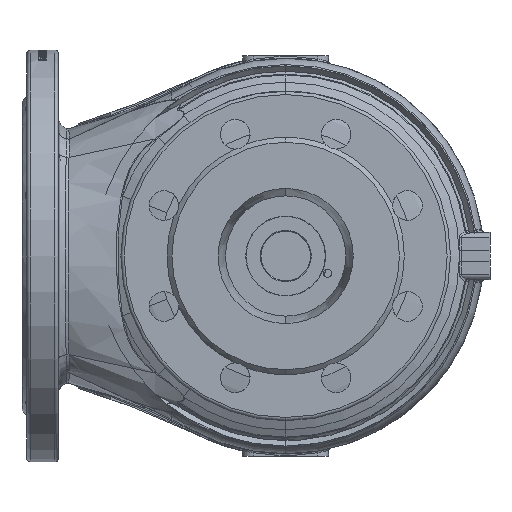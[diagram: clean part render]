
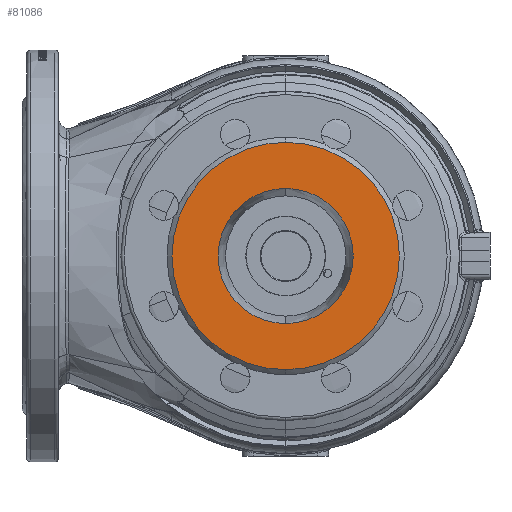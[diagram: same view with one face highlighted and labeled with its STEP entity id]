
A CAD part, front view. The second image highlights one B-rep face of the part: STEP entity #81086.
In plain terms, the highlighted planar face has unit normal (0, -1, 0).
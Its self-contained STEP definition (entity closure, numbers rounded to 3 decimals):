
#2014 = CIRCLE ( 'NONE', #48387, 69. ) ;
#3545 = CARTESIAN_POINT ( 'NONE',  ( 0., -195., 0. ) ) ;
#4091 = DIRECTION ( 'NONE',  ( 0., 0., 1. ) ) ;
#4505 = DIRECTION ( 'NONE',  ( 0., 0., 1. ) ) ;
#7649 = CARTESIAN_POINT ( 'NONE',  ( 0., -195., 0. ) ) ;
#12778 = EDGE_LOOP ( 'NONE', ( #113421, #152295 ) ) ;
#20298 = AXIS2_PLACEMENT_3D ( 'NONE', #79148, #41636, #4505 ) ;
#20707 = EDGE_CURVE ( 'NONE', #39943, #56643, #2014, .T. ) ;
#25322 = CIRCLE ( 'NONE', #156576, 41. ) ;
#37638 = CARTESIAN_POINT ( 'NONE',  ( 0., -195., 0. ) ) ;
#39943 = VERTEX_POINT ( 'NONE', #129187 ) ;
#41360 = FACE_OUTER_BOUND ( 'NONE', #12778, .T. ) ;
#41636 = DIRECTION ( 'NONE',  ( 0., 1., 0. ) ) ;
#44794 = VERTEX_POINT ( 'NONE', #78447 ) ;
#46329 = DIRECTION ( 'NONE',  ( 0., 1., 0. ) ) ;
#48387 = AXIS2_PLACEMENT_3D ( 'NONE', #7649, #46329, #94826 ) ;
#48415 = EDGE_CURVE ( 'NONE', #56643, #39943, #60976, .T. ) ;
#50150 = DIRECTION ( 'NONE',  ( 0., 1., 0. ) ) ;
#56643 = VERTEX_POINT ( 'NONE', #144522 ) ;
#60976 = CIRCLE ( 'NONE', #107223, 69. ) ;
#61542 = DIRECTION ( 'NONE',  ( 0., 0., 1. ) ) ;
#69806 = CARTESIAN_POINT ( 'NONE',  ( 0., -195., 0. ) ) ;
#78447 = CARTESIAN_POINT ( 'NONE',  ( 0., -195., 41. ) ) ;
#79148 = CARTESIAN_POINT ( 'NONE',  ( 0., -195., 0. ) ) ;
#81086 = ADVANCED_FACE ( 'NONE', ( #90083, #41360 ), #151095, .T. ) ;
#81294 = DIRECTION ( 'NONE',  ( 0., 0., -1. ) ) ;
#86750 = CIRCLE ( 'NONE', #20298, 41. ) ;
#90083 = FACE_BOUND ( 'NONE', #124253, .T. ) ;
#94826 = DIRECTION ( 'NONE',  ( 0., 0., 1. ) ) ;
#107223 = AXIS2_PLACEMENT_3D ( 'NONE', #37638, #50150, #61542 ) ;
#111484 = CARTESIAN_POINT ( 'NONE',  ( 0., -195., -41. ) ) ;
#113421 = ORIENTED_EDGE ( 'NONE', *, *, #48415, .F. ) ;
#115757 = DIRECTION ( 'NONE',  ( 0., 1., 0. ) ) ;
#116213 = ORIENTED_EDGE ( 'NONE', *, *, #124306, .T. ) ;
#118802 = DIRECTION ( 'NONE',  ( 0., -1., 0. ) ) ;
#118855 = VERTEX_POINT ( 'NONE', #111484 ) ;
#121658 = EDGE_CURVE ( 'NONE', #44794, #118855, #25322, .T. ) ;
#124253 = EDGE_LOOP ( 'NONE', ( #148728, #116213 ) ) ;
#124306 = EDGE_CURVE ( 'NONE', #118855, #44794, #86750, .T. ) ;
#129187 = CARTESIAN_POINT ( 'NONE',  ( 0., -195., -69. ) ) ;
#142394 = AXIS2_PLACEMENT_3D ( 'NONE', #69806, #118802, #81294 ) ;
#144522 = CARTESIAN_POINT ( 'NONE',  ( 0., -195., 69. ) ) ;
#148728 = ORIENTED_EDGE ( 'NONE', *, *, #121658, .T. ) ;
#151095 = PLANE ( 'NONE',  #142394 ) ;
#152295 = ORIENTED_EDGE ( 'NONE', *, *, #20707, .F. ) ;
#156576 = AXIS2_PLACEMENT_3D ( 'NONE', #3545, #115757, #4091 ) ;
